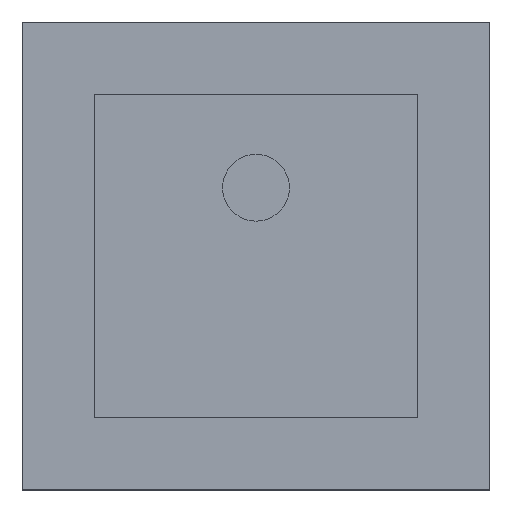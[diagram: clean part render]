
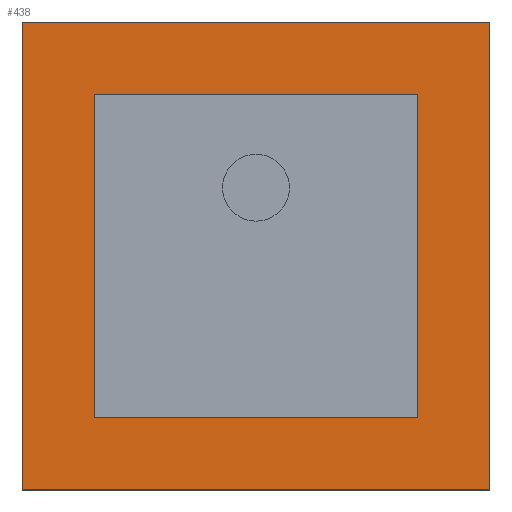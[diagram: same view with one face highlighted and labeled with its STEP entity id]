
A CAD part, top view. The second image highlights one B-rep face of the part: STEP entity #438.
In plain terms, the highlighted planar face has unit normal (0, 0, 1).
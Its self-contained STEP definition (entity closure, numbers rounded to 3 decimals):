
#55=ORIENTED_EDGE('',*,*,#163,.F.);
#56=ORIENTED_EDGE('',*,*,#164,.F.);
#57=ORIENTED_EDGE('',*,*,#165,.F.);
#58=ORIENTED_EDGE('',*,*,#166,.F.);
#59=ORIENTED_EDGE('',*,*,#156,.T.);
#60=ORIENTED_EDGE('',*,*,#159,.T.);
#61=ORIENTED_EDGE('',*,*,#161,.T.);
#62=ORIENTED_EDGE('',*,*,#162,.T.);
#156=EDGE_CURVE('',#214,#213,#252,.T.);
#159=EDGE_CURVE('',#213,#215,#255,.T.);
#161=EDGE_CURVE('',#215,#216,#257,.T.);
#162=EDGE_CURVE('',#216,#214,#258,.T.);
#163=EDGE_CURVE('',#217,#218,#259,.T.);
#164=EDGE_CURVE('',#219,#217,#260,.T.);
#165=EDGE_CURVE('',#220,#219,#261,.T.);
#166=EDGE_CURVE('',#218,#220,#262,.T.);
#213=VERTEX_POINT('',#646);
#214=VERTEX_POINT('',#648);
#215=VERTEX_POINT('',#652);
#216=VERTEX_POINT('',#656);
#217=VERTEX_POINT('',#662);
#218=VERTEX_POINT('',#663);
#219=VERTEX_POINT('',#665);
#220=VERTEX_POINT('',#667);
#252=LINE('',#647,#304);
#255=LINE('',#653,#307);
#257=LINE('',#657,#309);
#258=LINE('',#659,#310);
#259=LINE('',#661,#311);
#260=LINE('',#664,#312);
#261=LINE('',#666,#313);
#262=LINE('',#668,#314);
#304=VECTOR('',#521,1000.);
#307=VECTOR('',#526,1000.);
#309=VECTOR('',#530,1000.);
#310=VECTOR('',#533,1000.);
#311=VECTOR('',#536,1000.);
#312=VECTOR('',#537,1000.);
#313=VECTOR('',#538,1000.);
#314=VECTOR('',#539,1000.);
#353=EDGE_LOOP('',(#55,#56,#57,#58));
#354=EDGE_LOOP('',(#59,#60,#61,#62));
#385=FACE_BOUND('',#353,.T.);
#386=FACE_BOUND('',#354,.T.);
#416=PLANE('',#478);
#438=ADVANCED_FACE('',(#385,#386),#416,.T.);
#478=AXIS2_PLACEMENT_3D('',#660,#534,#535);
#521=DIRECTION('',(-1.,0.,0.));
#526=DIRECTION('',(0.,-1.,0.));
#530=DIRECTION('',(1.,0.,0.));
#533=DIRECTION('',(0.,1.,0.));
#534=DIRECTION('',(0.,0.,1.));
#535=DIRECTION('',(1.,0.,0.));
#536=DIRECTION('',(0.,-1.,0.));
#537=DIRECTION('',(-1.,0.,0.));
#538=DIRECTION('',(0.,1.,0.));
#539=DIRECTION('',(1.,0.,0.));
#646=CARTESIAN_POINT('',(-87.5,87.5,2.));
#647=CARTESIAN_POINT('',(87.5,87.5,2.));
#648=CARTESIAN_POINT('',(87.5,87.5,2.));
#652=CARTESIAN_POINT('',(-87.5,-87.5,2.));
#653=CARTESIAN_POINT('',(-87.5,87.5,2.));
#656=CARTESIAN_POINT('',(87.5,-87.5,2.));
#657=CARTESIAN_POINT('',(-87.5,-87.5,2.));
#659=CARTESIAN_POINT('',(87.5,-87.5,2.));
#660=CARTESIAN_POINT('',(0.,0.,2.));
#661=CARTESIAN_POINT('',(-59.,59.,2.));
#662=CARTESIAN_POINT('',(-59.,59.,2.));
#663=CARTESIAN_POINT('',(-59.,-59.,2.));
#664=CARTESIAN_POINT('',(59.,59.,2.));
#665=CARTESIAN_POINT('',(59.,59.,2.));
#666=CARTESIAN_POINT('',(59.,-59.,2.));
#667=CARTESIAN_POINT('',(59.,-59.,2.));
#668=CARTESIAN_POINT('',(-59.,-59.,2.));
